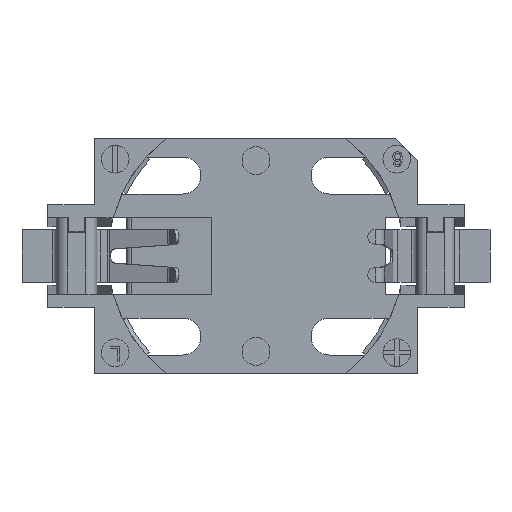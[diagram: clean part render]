
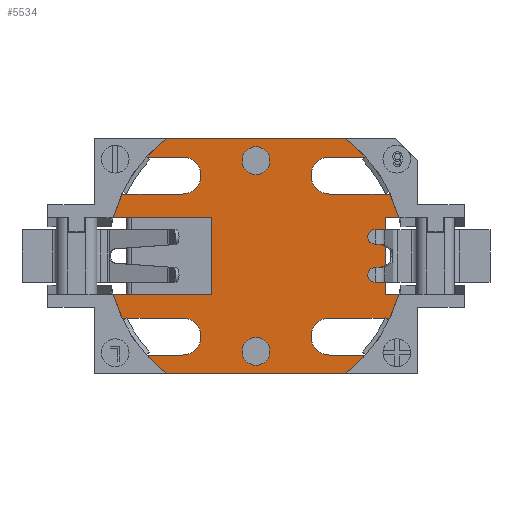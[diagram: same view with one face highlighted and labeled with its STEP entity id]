
A CAD part, top view. The second image highlights one B-rep face of the part: STEP entity #5534.
In plain terms, the highlighted planar face has unit normal (0, 0, 1).
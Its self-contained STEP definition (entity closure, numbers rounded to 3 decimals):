
#161=CIRCLE('',#5879,10.075);
#163=CIRCLE('',#5881,10.075);
#168=CIRCLE('',#5887,10.075);
#170=CIRCLE('',#5889,10.075);
#173=CIRCLE('',#5893,10.075);
#175=CIRCLE('',#5895,10.075);
#178=CIRCLE('',#5899,10.075);
#180=CIRCLE('',#5901,10.075);
#192=CIRCLE('',#5939,0.95);
#193=CIRCLE('',#5940,0.95);
#194=CIRCLE('',#5941,1.263);
#195=CIRCLE('',#5942,1.263);
#196=CIRCLE('',#5943,1.263);
#197=CIRCLE('',#5944,1.263);
#646=ORIENTED_EDGE('',*,*,#2206,.T.);
#647=ORIENTED_EDGE('',*,*,#2207,.T.);
#648=ORIENTED_EDGE('',*,*,#2208,.F.);
#649=ORIENTED_EDGE('',*,*,#2209,.T.);
#650=ORIENTED_EDGE('',*,*,#2001,.F.);
#651=ORIENTED_EDGE('',*,*,#2210,.T.);
#652=ORIENTED_EDGE('',*,*,#2211,.T.);
#653=ORIENTED_EDGE('',*,*,#2212,.T.);
#654=ORIENTED_EDGE('',*,*,#1997,.F.);
#655=ORIENTED_EDGE('',*,*,#2213,.F.);
#656=ORIENTED_EDGE('',*,*,#2031,.F.);
#657=ORIENTED_EDGE('',*,*,#2214,.F.);
#658=ORIENTED_EDGE('',*,*,#2215,.F.);
#659=ORIENTED_EDGE('',*,*,#2216,.F.);
#660=ORIENTED_EDGE('',*,*,#2027,.F.);
#661=ORIENTED_EDGE('',*,*,#2217,.F.);
#662=ORIENTED_EDGE('',*,*,#2218,.F.);
#663=ORIENTED_EDGE('',*,*,#2219,.F.);
#664=ORIENTED_EDGE('',*,*,#2043,.F.);
#665=ORIENTED_EDGE('',*,*,#2220,.T.);
#666=ORIENTED_EDGE('',*,*,#2221,.T.);
#667=ORIENTED_EDGE('',*,*,#2222,.T.);
#668=ORIENTED_EDGE('',*,*,#2039,.F.);
#669=ORIENTED_EDGE('',*,*,#2223,.F.);
#670=ORIENTED_EDGE('',*,*,#2020,.F.);
#671=ORIENTED_EDGE('',*,*,#2224,.F.);
#672=ORIENTED_EDGE('',*,*,#2225,.F.);
#673=ORIENTED_EDGE('',*,*,#2226,.F.);
#674=ORIENTED_EDGE('',*,*,#2016,.F.);
#675=ORIENTED_EDGE('',*,*,#2227,.T.);
#1997=EDGE_CURVE('',#2806,#2807,#161,.T.);
#2001=EDGE_CURVE('',#2810,#2811,#163,.T.);
#2016=EDGE_CURVE('',#2820,#2821,#168,.T.);
#2020=EDGE_CURVE('',#2824,#2825,#170,.T.);
#2027=EDGE_CURVE('',#2830,#2831,#173,.T.);
#2031=EDGE_CURVE('',#2834,#2835,#175,.T.);
#2039=EDGE_CURVE('',#2840,#2841,#178,.T.);
#2043=EDGE_CURVE('',#2844,#2845,#180,.T.);
#2206=EDGE_CURVE('',#2965,#2965,#192,.T.);
#2207=EDGE_CURVE('',#2966,#2966,#193,.T.);
#2208=EDGE_CURVE('',#2967,#2968,#3499,.T.);
#2209=EDGE_CURVE('',#2967,#2811,#3500,.T.);
#2210=EDGE_CURVE('',#2810,#2969,#3501,.T.);
#2211=EDGE_CURVE('',#2969,#2970,#194,.T.);
#2212=EDGE_CURVE('',#2970,#2807,#3502,.T.);
#2213=EDGE_CURVE('',#2835,#2806,#3503,.T.);
#2214=EDGE_CURVE('',#2971,#2834,#3504,.T.);
#2215=EDGE_CURVE('',#2972,#2971,#195,.F.);
#2216=EDGE_CURVE('',#2831,#2972,#3505,.T.);
#2217=EDGE_CURVE('',#2973,#2830,#3506,.T.);
#2218=EDGE_CURVE('',#2974,#2973,#3507,.T.);
#2219=EDGE_CURVE('',#2845,#2974,#3508,.T.);
#2220=EDGE_CURVE('',#2844,#2975,#3509,.T.);
#2221=EDGE_CURVE('',#2975,#2976,#196,.T.);
#2222=EDGE_CURVE('',#2976,#2841,#3510,.T.);
#2223=EDGE_CURVE('',#2825,#2840,#3511,.T.);
#2224=EDGE_CURVE('',#2977,#2824,#3512,.T.);
#2225=EDGE_CURVE('',#2978,#2977,#197,.F.);
#2226=EDGE_CURVE('',#2821,#2978,#3513,.T.);
#2227=EDGE_CURVE('',#2820,#2968,#3514,.T.);
#2806=VERTEX_POINT('',#8020);
#2807=VERTEX_POINT('',#8022);
#2810=VERTEX_POINT('',#8028);
#2811=VERTEX_POINT('',#8030);
#2820=VERTEX_POINT('',#8054);
#2821=VERTEX_POINT('',#8056);
#2824=VERTEX_POINT('',#8062);
#2825=VERTEX_POINT('',#8064);
#2830=VERTEX_POINT('',#8076);
#2831=VERTEX_POINT('',#8078);
#2834=VERTEX_POINT('',#8084);
#2835=VERTEX_POINT('',#8086);
#2840=VERTEX_POINT('',#8099);
#2841=VERTEX_POINT('',#8101);
#2844=VERTEX_POINT('',#8107);
#2845=VERTEX_POINT('',#8109);
#2965=VERTEX_POINT('',#8418);
#2966=VERTEX_POINT('',#8420);
#2967=VERTEX_POINT('',#8422);
#2968=VERTEX_POINT('',#8423);
#2969=VERTEX_POINT('',#8426);
#2970=VERTEX_POINT('',#8428);
#2971=VERTEX_POINT('',#8432);
#2972=VERTEX_POINT('',#8434);
#2973=VERTEX_POINT('',#8437);
#2974=VERTEX_POINT('',#8439);
#2975=VERTEX_POINT('',#8442);
#2976=VERTEX_POINT('',#8444);
#2977=VERTEX_POINT('',#8448);
#2978=VERTEX_POINT('',#8450);
#3499=LINE('',#8421,#4143);
#3500=LINE('',#8424,#4144);
#3501=LINE('',#8425,#4145);
#3502=LINE('',#8429,#4146);
#3503=LINE('',#8430,#4147);
#3504=LINE('',#8431,#4148);
#3505=LINE('',#8435,#4149);
#3506=LINE('',#8436,#4150);
#3507=LINE('',#8438,#4151);
#3508=LINE('',#8440,#4152);
#3509=LINE('',#8441,#4153);
#3510=LINE('',#8445,#4154);
#3511=LINE('',#8446,#4155);
#3512=LINE('',#8447,#4156);
#3513=LINE('',#8451,#4157);
#3514=LINE('',#8452,#4158);
#4143=VECTOR('',#6737,1000.);
#4144=VECTOR('',#6738,1000.);
#4145=VECTOR('',#6739,1000.);
#4146=VECTOR('',#6742,1000.);
#4147=VECTOR('',#6743,1000.);
#4148=VECTOR('',#6744,1000.);
#4149=VECTOR('',#6747,1000.);
#4150=VECTOR('',#6748,1000.);
#4151=VECTOR('',#6749,1000.);
#4152=VECTOR('',#6750,1000.);
#4153=VECTOR('',#6751,1000.);
#4154=VECTOR('',#6754,1000.);
#4155=VECTOR('',#6755,1000.);
#4156=VECTOR('',#6756,1000.);
#4157=VECTOR('',#6759,1000.);
#4158=VECTOR('',#6760,1000.);
#4624=EDGE_LOOP('',(#646));
#4625=EDGE_LOOP('',(#647));
#4626=EDGE_LOOP('',(#648,#649,#650,#651,#652,#653,#654,#655,#656,#657,#658,
#659,#660,#661,#662,#663,#664,#665,#666,#667,#668,#669,#670,#671,#672,#673,
#674,#675));
#4971=FACE_BOUND('',#4624,.T.);
#4972=FACE_BOUND('',#4625,.T.);
#4973=FACE_BOUND('',#4626,.T.);
#5285=PLANE('',#5938);
#5534=ADVANCED_FACE('',(#4971,#4972,#4973),#5285,.F.);
#5879=AXIS2_PLACEMENT_3D('',#8021,#6435,#6436);
#5881=AXIS2_PLACEMENT_3D('',#8029,#6441,#6442);
#5887=AXIS2_PLACEMENT_3D('',#8055,#6463,#6464);
#5889=AXIS2_PLACEMENT_3D('',#8063,#6469,#6470);
#5893=AXIS2_PLACEMENT_3D('',#8077,#6481,#6482);
#5895=AXIS2_PLACEMENT_3D('',#8085,#6487,#6488);
#5899=AXIS2_PLACEMENT_3D('',#8100,#6500,#6501);
#5901=AXIS2_PLACEMENT_3D('',#8108,#6506,#6507);
#5938=AXIS2_PLACEMENT_3D('',#8416,#6731,#6732);
#5939=AXIS2_PLACEMENT_3D('',#8417,#6733,#6734);
#5940=AXIS2_PLACEMENT_3D('',#8419,#6735,#6736);
#5941=AXIS2_PLACEMENT_3D('',#8427,#6740,#6741);
#5942=AXIS2_PLACEMENT_3D('',#8433,#6745,#6746);
#5943=AXIS2_PLACEMENT_3D('',#8443,#6752,#6753);
#5944=AXIS2_PLACEMENT_3D('',#8449,#6757,#6758);
#6435=DIRECTION('',(0.,0.,-1.));
#6436=DIRECTION('',(1.,0.,0.));
#6441=DIRECTION('',(0.,0.,-1.));
#6442=DIRECTION('',(1.,0.,0.));
#6463=DIRECTION('',(0.,0.,-1.));
#6464=DIRECTION('',(1.,0.,0.));
#6469=DIRECTION('',(0.,0.,-1.));
#6470=DIRECTION('',(1.,0.,0.));
#6481=DIRECTION('',(0.,0.,-1.));
#6482=DIRECTION('',(1.,0.,0.));
#6487=DIRECTION('',(0.,0.,-1.));
#6488=DIRECTION('',(1.,0.,0.));
#6500=DIRECTION('',(0.,0.,-1.));
#6501=DIRECTION('',(1.,0.,0.));
#6506=DIRECTION('',(0.,0.,-1.));
#6507=DIRECTION('',(1.,0.,0.));
#6731=DIRECTION('',(0.,0.,-1.));
#6732=DIRECTION('',(-1.,0.,0.));
#6733=DIRECTION('',(0.,0.,-1.));
#6734=DIRECTION('',(0.,1.,0.));
#6735=DIRECTION('',(0.,0.,-1.));
#6736=DIRECTION('',(0.,1.,0.));
#6737=DIRECTION('',(0.,1.,0.));
#6738=DIRECTION('',(-1.,0.,0.));
#6739=DIRECTION('',(1.,0.,0.));
#6740=DIRECTION('',(0.,0.,-1.));
#6741=DIRECTION('',(-1.,0.,0.));
#6742=DIRECTION('',(-1.,0.,0.));
#6743=DIRECTION('',(-1.,0.,0.));
#6744=DIRECTION('',(1.,0.,0.));
#6745=DIRECTION('',(0.,0.,-1.));
#6746=DIRECTION('',(-1.,0.,0.));
#6747=DIRECTION('',(-1.,0.,0.));
#6748=DIRECTION('',(1.,0.,0.));
#6749=DIRECTION('',(0.,-1.,0.));
#6750=DIRECTION('',(-1.,0.,0.));
#6751=DIRECTION('',(-1.,0.,0.));
#6752=DIRECTION('',(0.,0.,-1.));
#6753=DIRECTION('',(-1.,0.,0.));
#6754=DIRECTION('',(1.,0.,0.));
#6755=DIRECTION('',(1.,0.,0.));
#6756=DIRECTION('',(-1.,0.,0.));
#6757=DIRECTION('',(0.,0.,-1.));
#6758=DIRECTION('',(-1.,0.,0.));
#6759=DIRECTION('',(1.,0.,0.));
#6760=DIRECTION('',(1.,0.,0.));
#8020=CARTESIAN_POINT('',(-6.124,-8.,1.45));
#8021=CARTESIAN_POINT('',(0.,0.,1.45));
#8022=CARTESIAN_POINT('',(-7.48,-6.75,1.45));
#8028=CARTESIAN_POINT('',(-9.146,-4.225,1.45));
#8029=CARTESIAN_POINT('',(0.,0.,1.45));
#8030=CARTESIAN_POINT('',(-9.734,-2.6,1.45));
#8054=CARTESIAN_POINT('',(-9.734,2.6,1.45));
#8055=CARTESIAN_POINT('',(0.,0.,1.45));
#8056=CARTESIAN_POINT('',(-9.146,4.225,1.45));
#8062=CARTESIAN_POINT('',(-7.48,6.75,1.45));
#8063=CARTESIAN_POINT('',(0.,0.,1.45));
#8064=CARTESIAN_POINT('',(-6.124,8.,1.45));
#8076=CARTESIAN_POINT('',(9.734,-2.6,1.45));
#8077=CARTESIAN_POINT('',(0.,0.,1.45));
#8078=CARTESIAN_POINT('',(9.146,-4.225,1.45));
#8084=CARTESIAN_POINT('',(7.48,-6.75,1.45));
#8085=CARTESIAN_POINT('',(0.,0.,1.45));
#8086=CARTESIAN_POINT('',(6.124,-8.,1.45));
#8099=CARTESIAN_POINT('',(6.124,8.,1.45));
#8100=CARTESIAN_POINT('',(0.,0.,1.45));
#8101=CARTESIAN_POINT('',(7.48,6.75,1.45));
#8107=CARTESIAN_POINT('',(9.146,4.225,1.45));
#8108=CARTESIAN_POINT('',(0.,0.,1.45));
#8109=CARTESIAN_POINT('',(9.734,2.6,1.45));
#8416=CARTESIAN_POINT('',(0.,0.,1.45));
#8417=CARTESIAN_POINT('',(0.,6.5,1.45));
#8418=CARTESIAN_POINT('',(0.,7.45,1.45));
#8419=CARTESIAN_POINT('',(0.,-6.5,1.45));
#8420=CARTESIAN_POINT('',(0.,-5.55,1.45));
#8421=CARTESIAN_POINT('',(-3.,-2.6,1.45));
#8422=CARTESIAN_POINT('',(-3.,-2.6,1.45));
#8423=CARTESIAN_POINT('',(-3.,2.6,1.45));
#8424=CARTESIAN_POINT('',(0.,-2.6,1.45));
#8425=CARTESIAN_POINT('',(0.,-4.225,1.45));
#8426=CARTESIAN_POINT('',(-5.013,-4.225,1.45));
#8427=CARTESIAN_POINT('',(-5.013,-5.488,1.45));
#8428=CARTESIAN_POINT('',(-5.013,-6.75,1.45));
#8429=CARTESIAN_POINT('',(0.,-6.75,1.45));
#8430=CARTESIAN_POINT('',(-11.,-8.,1.45));
#8431=CARTESIAN_POINT('',(0.,-6.75,1.45));
#8432=CARTESIAN_POINT('',(5.013,-6.75,1.45));
#8433=CARTESIAN_POINT('',(5.013,-5.488,1.45));
#8434=CARTESIAN_POINT('',(5.013,-4.225,1.45));
#8435=CARTESIAN_POINT('',(0.,-4.225,1.45));
#8436=CARTESIAN_POINT('',(0.,-2.6,1.45));
#8437=CARTESIAN_POINT('',(8.8,-2.6,1.45));
#8438=CARTESIAN_POINT('',(8.8,0.,1.45));
#8439=CARTESIAN_POINT('',(8.8,2.6,1.45));
#8440=CARTESIAN_POINT('',(0.,2.6,1.45));
#8441=CARTESIAN_POINT('',(0.,4.225,1.45));
#8442=CARTESIAN_POINT('',(5.013,4.225,1.45));
#8443=CARTESIAN_POINT('',(5.013,5.488,1.45));
#8444=CARTESIAN_POINT('',(5.013,6.75,1.45));
#8445=CARTESIAN_POINT('',(0.,6.75,1.45));
#8446=CARTESIAN_POINT('',(11.,8.,1.45));
#8447=CARTESIAN_POINT('',(0.,6.75,1.45));
#8448=CARTESIAN_POINT('',(-5.013,6.75,1.45));
#8449=CARTESIAN_POINT('',(-5.013,5.488,1.45));
#8450=CARTESIAN_POINT('',(-5.013,4.225,1.45));
#8451=CARTESIAN_POINT('',(0.,4.225,1.45));
#8452=CARTESIAN_POINT('',(0.,2.6,1.45));
